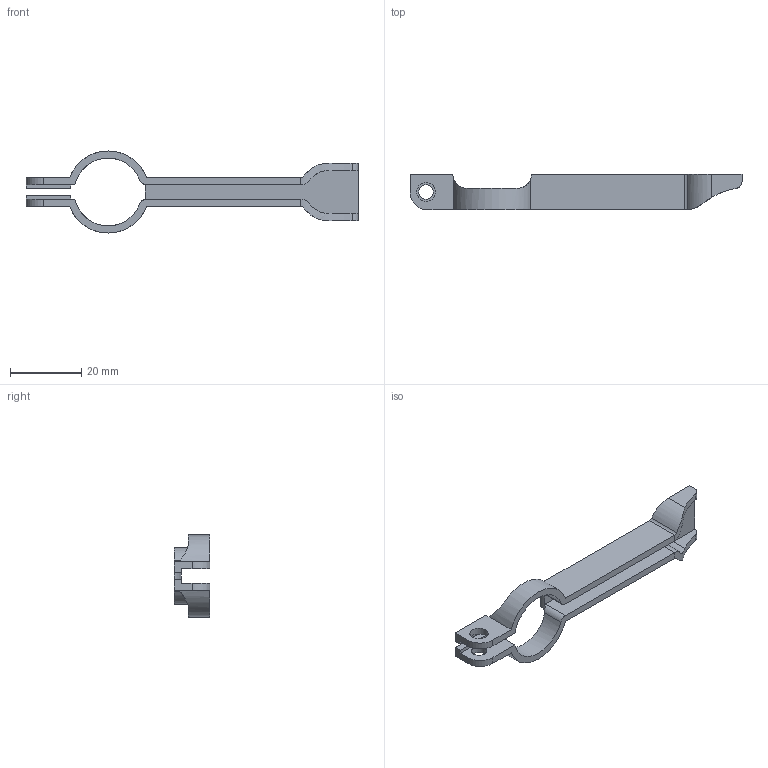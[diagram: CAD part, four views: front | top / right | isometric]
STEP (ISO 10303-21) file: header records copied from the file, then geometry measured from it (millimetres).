
FILE_DESCRIPTION((''),'2;1');
FILE_NAME('58400025X100.stp','2010-10-26T07:52:21',('thilbrands'),(''),'Autodesk Inventor 2008','Autodesk Inventor 2008','');
FILE_SCHEMA(('AUTOMOTIVE_DESIGN { 1 0 10303 214 1 1 1 1 }'));
Length unit declared in the file: millimetre
Products named in the file (1): 584000251100
Bounding box: 93 x 10 x 23 mm (x, y, z)
Volume: 4036.5 mm3; surface area: 4777.6 mm2
Topology: 1 solids, 1 shells, 54 faces, 152 edges, 100 vertices
Faces by surface type: plane 27, cylinder 25, bspline 2
Entity records: 1949 total; most frequent: CARTESIAN_POINT 548, ORIENTED_EDGE 296, DIRECTION 276, EDGE_CURVE 148, VERTEX_POINT 98, AXIS2_PLACEMENT_3D 97, VECTOR 82, LINE 82
